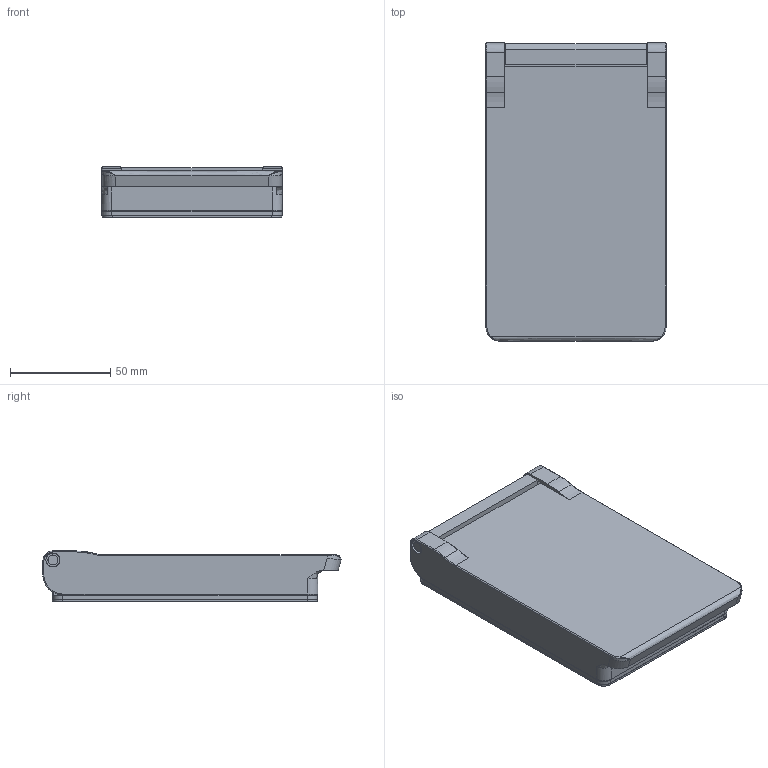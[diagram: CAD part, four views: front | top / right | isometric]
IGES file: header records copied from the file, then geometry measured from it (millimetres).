
Start section: SolidWorks IGES file using analytic representation for surfaces
Global section: file name: CP-437-1.IGS,15; native system: HSolidWorks 2014; preprocessor: SolidWorks 2014; author: 0849sm; date: 190726.160006; units: millimetre
Bounding box: 90 x 149 x 25 mm (x, y, z)
Surface area: 97416.4 mm2 (no closed solid volume)
Topology: 0 solids, 0 shells, 253 faces, 3287 edges, 3286 vertices
Faces by surface type: bspline 138, revolution 115
